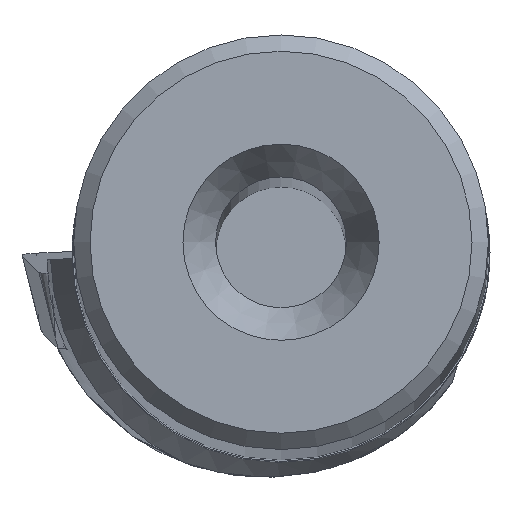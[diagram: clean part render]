
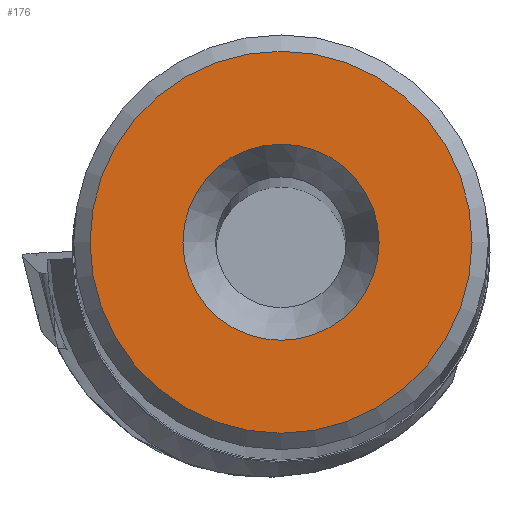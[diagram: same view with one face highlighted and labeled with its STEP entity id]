
A CAD part, top view. The second image highlights one B-rep face of the part: STEP entity #176.
In plain terms, the highlighted planar face has unit normal (0, 0, 1).
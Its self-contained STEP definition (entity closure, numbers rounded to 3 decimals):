
#176=ADVANCED_FACE('',(#336,#337),#207,.T.);
#207=PLANE('',#910);
#336=FACE_BOUND('',#381,.T.);
#337=FACE_BOUND('',#382,.T.);
#381=EDGE_LOOP('',(#509));
#382=EDGE_LOOP('',(#510));
#509=ORIENTED_EDGE('',*,*,#730,.F.);
#510=ORIENTED_EDGE('',*,*,#731,.T.);
#648=VERTEX_POINT('',#1453);
#649=VERTEX_POINT('',#1455);
#730=EDGE_CURVE('',#648,#648,#779,.T.);
#731=EDGE_CURVE('',#649,#649,#780,.T.);
#779=CIRCLE('',#908,3.);
#780=CIRCLE('',#909,5.843);
#908=AXIS2_PLACEMENT_3D('',#1452,#1070,#1071);
#909=AXIS2_PLACEMENT_3D('',#1454,#1072,#1073);
#910=AXIS2_PLACEMENT_3D('',#1456,#1074,#1075);
#1070=DIRECTION('',(0.,0.,1.));
#1071=DIRECTION('',(1.,0.,0.));
#1072=DIRECTION('',(0.,0.,1.));
#1073=DIRECTION('',(1.,0.,0.));
#1074=DIRECTION('',(0.,0.,1.));
#1075=DIRECTION('',(1.,0.,0.));
#1452=CARTESIAN_POINT('',(0.,0.,0.));
#1453=CARTESIAN_POINT('',(3.,0.,0.));
#1454=CARTESIAN_POINT('',(0.,0.,0.));
#1455=CARTESIAN_POINT('',(5.843,0.,0.));
#1456=CARTESIAN_POINT('',(0.,0.,0.));
